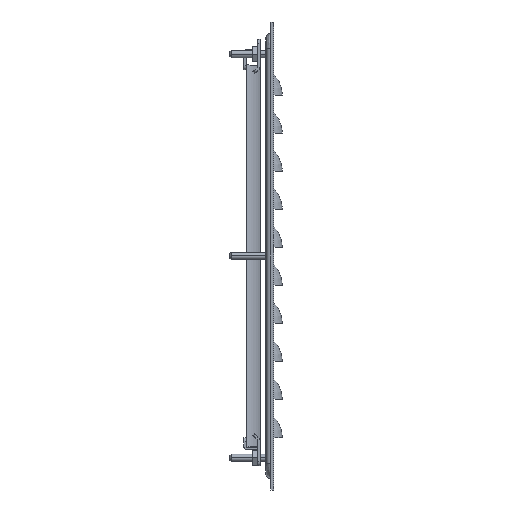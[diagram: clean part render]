
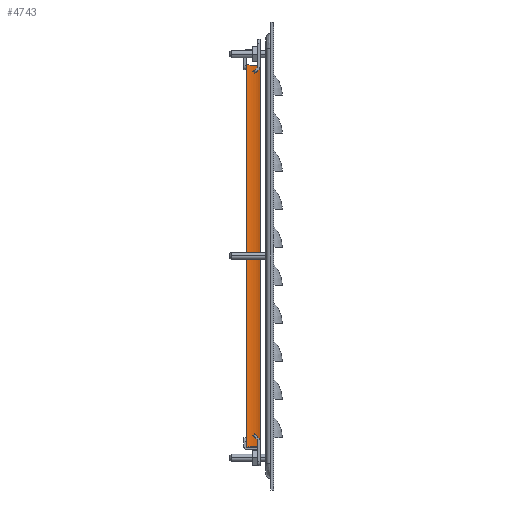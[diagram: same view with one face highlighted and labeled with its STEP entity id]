
A CAD part, left-side view. The second image highlights one B-rep face of the part: STEP entity #4743.
In plain terms, the highlighted cylindrical face has radius 11.906 mm (diameter 23.812 mm), a partial arc.
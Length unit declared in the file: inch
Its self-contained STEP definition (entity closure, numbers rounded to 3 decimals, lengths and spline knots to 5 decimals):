
#34 = VERTEX_POINT ( 'NONE', #18239 ) ;
#309 = CARTESIAN_POINT ( 'NONE',  ( -4., 0.662, -4.655 ) ) ;
#401 = ORIENTED_EDGE ( 'NONE', *, *, #3841, .T. ) ;
#1561 = VERTEX_POINT ( 'NONE', #21325 ) ;
#3152 = DIRECTION ( 'NONE',  ( 0., 0., 1. ) ) ;
#3841 = EDGE_CURVE ( 'NONE', #20495, #1561, #13281, .T. ) ;
#4039 = ORIENTED_EDGE ( 'NONE', *, *, #4049, .F. ) ;
#4049 = EDGE_CURVE ( 'NONE', #34, #18086, #13920, .T. ) ;
#4743 = ADVANCED_FACE ( 'NONE', ( #12256 ), #19628, .F. ) ;
#5779 = CARTESIAN_POINT ( 'NONE',  ( -4., 0.662, 4.6575 ) ) ;
#6226 = CARTESIAN_POINT ( 'NONE',  ( -3.95955, 0.55445, 4.61705 ) ) ;
#6810 = CARTESIAN_POINT ( 'NONE',  ( -4., 0.332, -4.655 ) ) ;
#7523 = CARTESIAN_POINT ( 'NONE',  ( -3.95955, 0.43955, -4.61455 ) ) ;
#7653 = CARTESIAN_POINT ( 'NONE',  ( -4., 0.332, -4.655 ) ) ;
#9959 = CARTESIAN_POINT ( 'NONE',  ( -4., 0.332, 4.6575 ) ) ;
#10639 = EDGE_LOOP ( 'NONE', ( #19224, #4039, #23004, #401 ) ) ;
#11737 =( BOUNDED_CURVE ( )  B_SPLINE_CURVE ( 3, ( #9959, #22291, #6226, #5779 ),
 .UNSPECIFIED., .F., .T. ) 
 B_SPLINE_CURVE_WITH_KNOTS ( ( 4, 4 ),
 ( 2.78189, 3.5013 ),
 .UNSPECIFIED. ) 
 CURVE ( )  GEOMETRIC_REPRESENTATION_ITEM ( )  RATIONAL_B_SPLINE_CURVE ( ( 1., 0.957, 0.957, 1. ) ) 
 REPRESENTATION_ITEM ( '' )  );
#12256 = FACE_OUTER_BOUND ( 'NONE', #10639, .T. ) ;
#12697 = EDGE_CURVE ( 'NONE', #34, #20495, #11737, .T. ) ;
#13281 = LINE ( 'NONE', #22452, #14235 ) ;
#13837 = CARTESIAN_POINT ( 'NONE',  ( -4.43875, 0.497, -4.655 ) ) ;
#13920 = LINE ( 'NONE', #6810, #15025 ) ;
#14235 = VECTOR ( 'NONE', #15360, 39.37008 ) ;
#15004 =( BOUNDED_CURVE ( )  B_SPLINE_CURVE ( 3, ( #7653, #7523, #18589, #309 ),
 .UNSPECIFIED., .F., .T. ) 
 B_SPLINE_CURVE_WITH_KNOTS ( ( 4, 4 ),
 ( 2.78189, 3.5013 ),
 .UNSPECIFIED. ) 
 CURVE ( )  GEOMETRIC_REPRESENTATION_ITEM ( )  RATIONAL_B_SPLINE_CURVE ( ( 1., 0.957, 0.957, 1. ) ) 
 REPRESENTATION_ITEM ( '' )  );
#15025 = VECTOR ( 'NONE', #19597, 39.37008 ) ;
#15360 = DIRECTION ( 'NONE',  ( 0., 0., -1. ) ) ;
#15879 = CARTESIAN_POINT ( 'NONE',  ( -4., 0.332, -4.655 ) ) ;
#18086 = VERTEX_POINT ( 'NONE', #15879 ) ;
#18239 = CARTESIAN_POINT ( 'NONE',  ( -4., 0.332, 4.6575 ) ) ;
#18246 = AXIS2_PLACEMENT_3D ( 'NONE', #13837, #3152, #23344 ) ;
#18589 = CARTESIAN_POINT ( 'NONE',  ( -3.95955, 0.55445, -4.61455 ) ) ;
#19224 = ORIENTED_EDGE ( 'NONE', *, *, #23440, .F. ) ;
#19597 = DIRECTION ( 'NONE',  ( 0., 0., -1. ) ) ;
#19628 = CYLINDRICAL_SURFACE ( 'NONE', #18246, 0.46875 ) ;
#20495 = VERTEX_POINT ( 'NONE', #22965 ) ;
#21325 = CARTESIAN_POINT ( 'NONE',  ( -4., 0.662, -4.655 ) ) ;
#22291 = CARTESIAN_POINT ( 'NONE',  ( -3.95955, 0.43955, 4.61705 ) ) ;
#22452 = CARTESIAN_POINT ( 'NONE',  ( -4., 0.662, -4.655 ) ) ;
#22965 = CARTESIAN_POINT ( 'NONE',  ( -4., 0.662, 4.6575 ) ) ;
#23004 = ORIENTED_EDGE ( 'NONE', *, *, #12697, .T. ) ;
#23344 = DIRECTION ( 'NONE',  ( -1., 0., 0. ) ) ;
#23440 = EDGE_CURVE ( 'NONE', #18086, #1561, #15004, .T. ) ;
